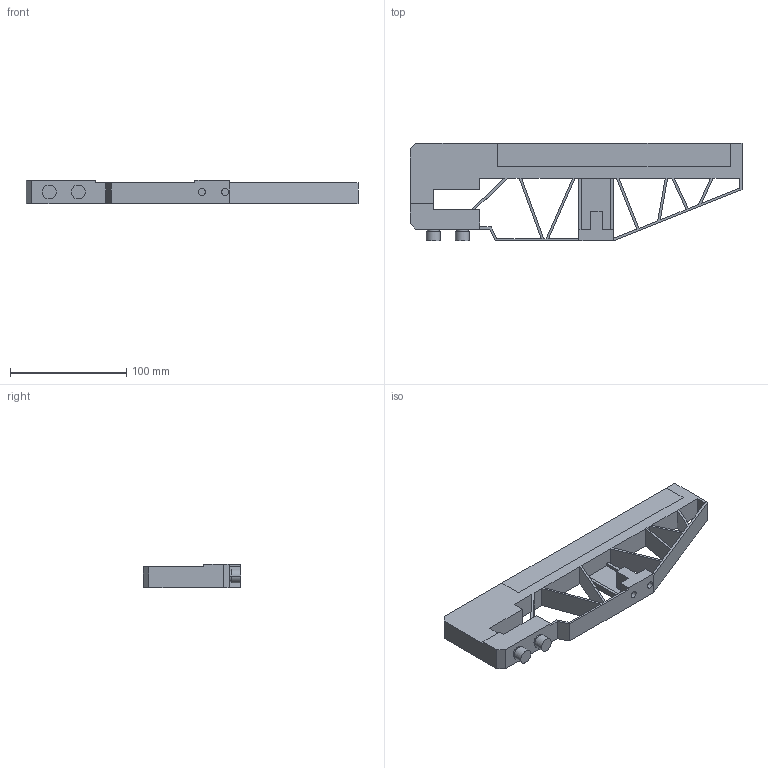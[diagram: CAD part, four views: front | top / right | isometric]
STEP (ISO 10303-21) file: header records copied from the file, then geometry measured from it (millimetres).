
FILE_DESCRIPTION((''),'2;1');
FILE_NAME('F1CS7_S000002A_ASM','2006-01-03T',('Pepperl+Fuchs'),('Industriehansa'),'PRO/ENGINEER BY PARAMETRIC TECHNOLOGY CORPORATION, 2005290','PRO/ENGINEER BY PARAMETRIC TECHNOLOGY CORPORATION, 2005290','');
FILE_SCHEMA(('AUTOMOTIVE_DESIGN_CC2 { 1 2 10303 214 -1 1 5 2 }'));
Length unit declared in the file: millimetre
Products named in the file (4): F1CS7_S000002A_GRUNDKOERPER; F1CS7_S000002A_SENSOR; F1CS7_S000002A_DECKEL; F1CS7_S000002A_ASM
Assembly tree (3 placements, depth 2):
  F1CS7_S000002A_ASM
    F1CS7_S000002A_GRUNDKOERPER
    F1CS7_S000002A_SENSOR
    F1CS7_S000002A_DECKEL
Bounding box: 285 x 84 x 20 mm (x, y, z)
Volume: 180229.1 mm3; surface area: 78960.1 mm2
Topology: 5 solids, 5 shells, 110 faces, 449 edges, 355 vertices
Faces by surface type: plane 98, cylinder 12
Entity records: 6297 total; most frequent: CARTESIAN_POINT 770, DIRECTION 765, ORIENTED_EDGE 598, PRESENTATION_STYLE_ASSIGNMENT 503, STYLED_ITEM 492, CURVE_STYLE 469, VECTOR 377, LINE 377
